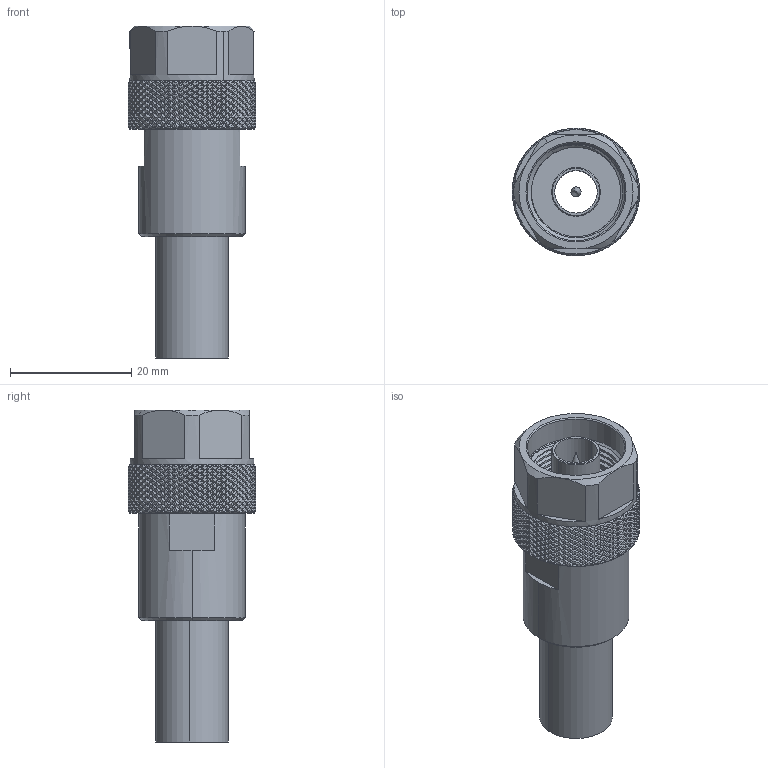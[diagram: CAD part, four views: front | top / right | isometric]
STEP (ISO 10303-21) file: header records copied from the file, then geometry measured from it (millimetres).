
FILE_DESCRIPTION (( 'STEP AP214' ), '1' );
FILE_NAME ('25-018-B3-DE.STEP', '2024-10-31T11:05:12', ( '' ), ( '' ), 'SwSTEP 2.0', 'SolidWorks 2024', '' );
FILE_SCHEMA (( 'AUTOMOTIVE_DESIGN' ));
Length unit declared in the file: millimetre
Products named in the file (1): 25-018-B3-DE
Bounding box: 21 x 21 x 54.72 mm (x, y, z)
Surface area: 5581.5 mm2 (no closed solid volume)
Topology: 0 solids, 7 shells, 3247 faces, 6923 edges, 3606 vertices
Faces by surface type: bspline 2561, cylinder 640, plane 24, cone 22
Entity records: 140326 total; most frequent: CARTESIAN_POINT 101089, ORIENTED_EDGE 13577, EDGE_CURVE 6923, VERTEX_POINT 3606, EDGE_LOOP 3253, FACE_OUTER_BOUND 3247, ADVANCED_FACE 3247, DIRECTION 1951
